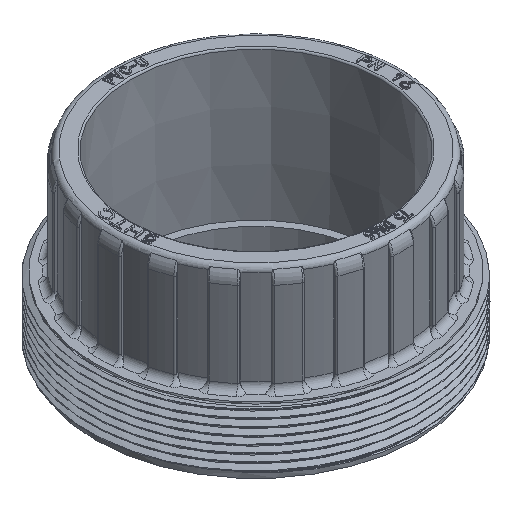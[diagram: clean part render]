
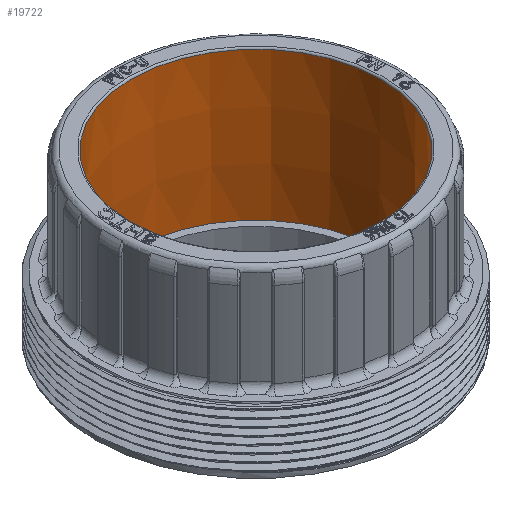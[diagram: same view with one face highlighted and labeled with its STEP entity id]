
A CAD part, isometric view. The second image highlights one B-rep face of the part: STEP entity #19722.
In plain terms, the highlighted conical face has half-angle 0.592 degrees and reference radius 37.4 mm.
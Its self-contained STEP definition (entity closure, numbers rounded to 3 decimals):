
#207=CONICAL_SURFACE('',#20842,37.4,0.01);
#1049=FACE_OUTER_BOUND('',#2162,.T.);
#2162=EDGE_LOOP('',(#14137,#14138,#14139,#14140));
#3262=CIRCLE('',#20843,37.286);
#3263=CIRCLE('',#20844,37.746);
#4413=LINE('',#31832,#6757);
#6757=VECTOR('',#22872,37.4);
#9139=VERTEX_POINT('',#31829);
#9140=VERTEX_POINT('',#31831);
#11109=EDGE_CURVE('',#9139,#9139,#3262,.T.);
#11110=EDGE_CURVE('',#9139,#9140,#4413,.T.);
#11111=EDGE_CURVE('',#9140,#9140,#3263,.T.);
#14137=ORIENTED_EDGE('',*,*,#11109,.T.);
#14138=ORIENTED_EDGE('',*,*,#11110,.T.);
#14139=ORIENTED_EDGE('',*,*,#11111,.T.);
#14140=ORIENTED_EDGE('',*,*,#11110,.F.);
#19722=ADVANCED_FACE('',(#1049),#207,.F.);
#20842=AXIS2_PLACEMENT_3D('',#31828,#22868,#22869);
#20843=AXIS2_PLACEMENT_3D('',#31830,#22870,#22871);
#20844=AXIS2_PLACEMENT_3D('',#31833,#22873,#22874);
#22868=DIRECTION('center_axis',(0.,0.,1.));
#22869=DIRECTION('ref_axis',(-1.,0.,0.));
#22870=DIRECTION('center_axis',(0.,0.,-1.));
#22871=DIRECTION('ref_axis',(-1.,0.,0.));
#22872=DIRECTION('',(0.01,0.,1.));
#22873=DIRECTION('center_axis',(0.,0.,1.));
#22874=DIRECTION('ref_axis',(-1.,0.,0.));
#31828=CARTESIAN_POINT('Origin',(0.,0.,16.494));
#31829=CARTESIAN_POINT('',(37.286,0.,5.5));
#31830=CARTESIAN_POINT('Origin',(0.,0.,5.5));
#31831=CARTESIAN_POINT('',(37.746,0.,50.005));
#31832=CARTESIAN_POINT('',(37.4,0.,16.494));
#31833=CARTESIAN_POINT('Origin',(0.,0.,
50.005));
